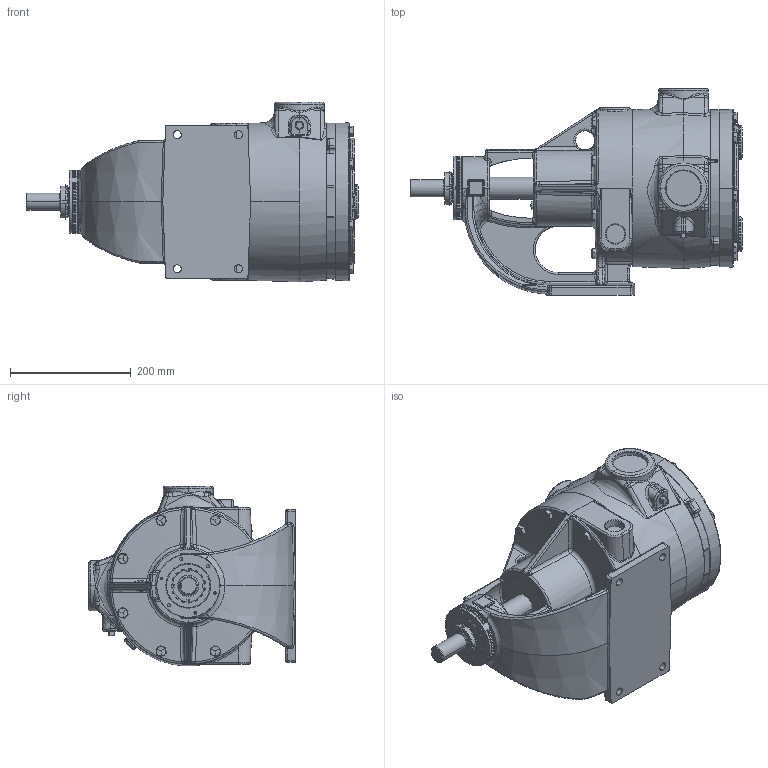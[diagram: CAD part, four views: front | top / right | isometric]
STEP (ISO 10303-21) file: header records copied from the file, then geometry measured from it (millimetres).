
FILE_DESCRIPTION (( 'STEP AP214' ), '1' );
FILE_NAME ('L724.STEP', '2016-08-29T20:16:34', ( '' ), ( '' ), 'SwSTEP 2.0', 'SolidWorks 2015', '' );
FILE_SCHEMA (( 'AUTOMOTIVE_DESIGN' ));
Length unit declared in the file: inch
Products named in the file (2): L724
Bounding box: 551.05 x 343.29 x 298.42 mm (x, y, z)
Volume: 16764648.9 mm3; surface area: 653753.9 mm2
Topology: 1 solids, 1 shells, 2002 faces, 5010 edges, 3006 vertices
Faces by surface type: plane 586, bspline 512, cylinder 468, cone 285, torus 117, sphere 34
Entity records: 114920 total; most frequent: CARTESIAN_POINT 56890, ORIENTED_EDGE 9924, DIRECTION 8079, EDGE_CURVE 4962, AXIS2_PLACEMENT_3D 3248, VERTEX_POINT 3006, EDGE_LOOP 2074, FACE_OUTER_BOUND 2002
